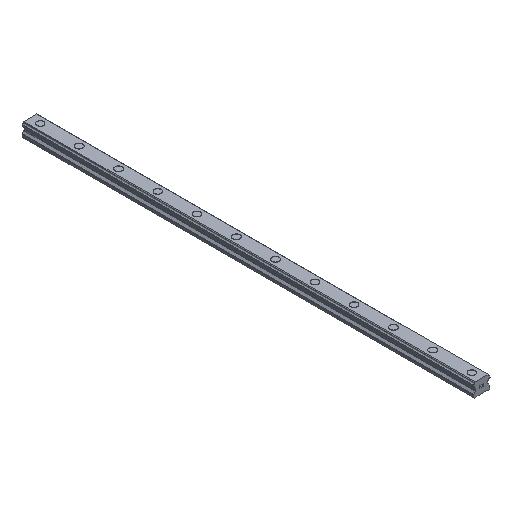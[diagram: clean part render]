
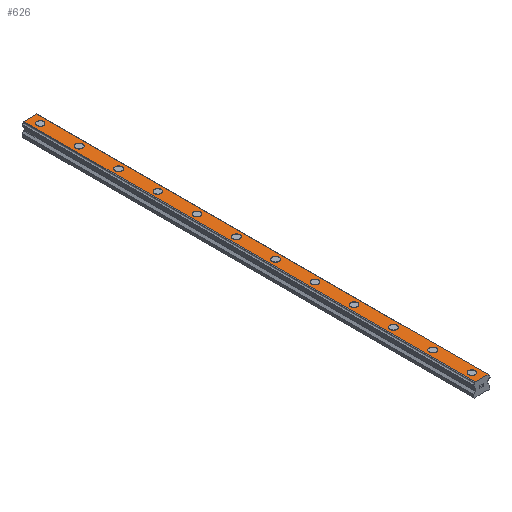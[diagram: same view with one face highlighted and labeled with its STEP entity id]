
A CAD part, isometric view. The second image highlights one B-rep face of the part: STEP entity #626.
In plain terms, the highlighted planar face has unit normal (0, 0, 1).
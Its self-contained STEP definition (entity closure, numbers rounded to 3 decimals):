
#626=ADVANCED_FACE('',(#1283,#1284,#1285,#1286,#1287,#1288,#1289,#1290,#1291,#1292,#1293,#1294,#1295),#1296,.T.);
#1283=FACE_BOUND('',#1976,.T.);
#1284=FACE_BOUND('',#1977,.T.);
#1285=FACE_BOUND('',#1978,.T.);
#1286=FACE_BOUND('',#1979,.T.);
#1287=FACE_BOUND('',#1980,.T.);
#1288=FACE_BOUND('',#1981,.T.);
#1289=FACE_BOUND('',#1982,.T.);
#1290=FACE_BOUND('',#1983,.T.);
#1291=FACE_BOUND('',#1984,.T.);
#1292=FACE_BOUND('',#1985,.T.);
#1293=FACE_BOUND('',#1986,.T.);
#1294=FACE_BOUND('',#1987,.T.);
#1295=FACE_OUTER_BOUND('',#1988,.T.);
#1296=PLANE('',#1989);
#1976=EDGE_LOOP('',(#3742,#3743));
#1977=EDGE_LOOP('',(#3744,#3745));
#1978=EDGE_LOOP('',(#3746,#3747));
#1979=EDGE_LOOP('',(#3748,#3749));
#1980=EDGE_LOOP('',(#3750,#3751));
#1981=EDGE_LOOP('',(#3752,#3753));
#1982=EDGE_LOOP('',(#3754,#3755));
#1983=EDGE_LOOP('',(#3756,#3757));
#1984=EDGE_LOOP('',(#3758,#3759));
#1985=EDGE_LOOP('',(#3760,#3761));
#1986=EDGE_LOOP('',(#3762,#3763));
#1987=EDGE_LOOP('',(#3764,#3765));
#1988=EDGE_LOOP('',(#3766,#3767,#3768,#3769));
#1989=AXIS2_PLACEMENT_3D('',#3770,#3771,#3772);
#3742=ORIENTED_EDGE('',*,*,#4083,.T.);
#3743=ORIENTED_EDGE('',*,*,#4545,.T.);
#3744=ORIENTED_EDGE('',*,*,#4073,.T.);
#3745=ORIENTED_EDGE('',*,*,#4551,.T.);
#3746=ORIENTED_EDGE('',*,*,#4063,.T.);
#3747=ORIENTED_EDGE('',*,*,#4557,.T.);
#3748=ORIENTED_EDGE('',*,*,#4053,.T.);
#3749=ORIENTED_EDGE('',*,*,#4563,.T.);
#3750=ORIENTED_EDGE('',*,*,#4043,.T.);
#3751=ORIENTED_EDGE('',*,*,#4569,.T.);
#3752=ORIENTED_EDGE('',*,*,#4033,.T.);
#3753=ORIENTED_EDGE('',*,*,#4575,.T.);
#3754=ORIENTED_EDGE('',*,*,#4023,.T.);
#3755=ORIENTED_EDGE('',*,*,#4581,.T.);
#3756=ORIENTED_EDGE('',*,*,#4013,.T.);
#3757=ORIENTED_EDGE('',*,*,#4587,.T.);
#3758=ORIENTED_EDGE('',*,*,#4003,.T.);
#3759=ORIENTED_EDGE('',*,*,#4593,.T.);
#3760=ORIENTED_EDGE('',*,*,#3993,.T.);
#3761=ORIENTED_EDGE('',*,*,#4599,.T.);
#3762=ORIENTED_EDGE('',*,*,#3983,.T.);
#3763=ORIENTED_EDGE('',*,*,#4605,.T.);
#3764=ORIENTED_EDGE('',*,*,#3973,.T.);
#3765=ORIENTED_EDGE('',*,*,#4611,.T.);
#3766=ORIENTED_EDGE('',*,*,#4524,.T.);
#3767=ORIENTED_EDGE('',*,*,#4658,.F.);
#3768=ORIENTED_EDGE('',*,*,#4394,.T.);
#3769=ORIENTED_EDGE('',*,*,#4656,.T.);
#3770=CARTESIAN_POINT('',(0.0,920.0,27.5));
#3771=DIRECTION('',(0.0,0.0,1.0));
#3772=DIRECTION('',(-1.0,0.0,0.0));
#3973=EDGE_CURVE('',#4714,#4711,#4715,.T.);
#3983=EDGE_CURVE('',#4732,#4729,#4733,.T.);
#3993=EDGE_CURVE('',#4750,#4747,#4751,.T.);
#4003=EDGE_CURVE('',#4768,#4765,#4769,.T.);
#4013=EDGE_CURVE('',#4786,#4783,#4787,.T.);
#4023=EDGE_CURVE('',#4804,#4801,#4805,.T.);
#4033=EDGE_CURVE('',#4822,#4819,#4823,.T.);
#4043=EDGE_CURVE('',#4840,#4837,#4841,.T.);
#4053=EDGE_CURVE('',#4858,#4855,#4859,.T.);
#4063=EDGE_CURVE('',#4876,#4873,#4877,.T.);
#4073=EDGE_CURVE('',#4894,#4891,#4895,.T.);
#4083=EDGE_CURVE('',#4912,#4909,#4913,.T.);
#4394=EDGE_CURVE('',#5371,#5369,#5372,.T.);
#4524=EDGE_CURVE('',#5586,#5584,#5587,.T.);
#4545=EDGE_CURVE('',#4909,#4912,#5626,.T.);
#4551=EDGE_CURVE('',#4891,#4894,#5632,.T.);
#4557=EDGE_CURVE('',#4873,#4876,#5638,.T.);
#4563=EDGE_CURVE('',#4855,#4858,#5644,.T.);
#4569=EDGE_CURVE('',#4837,#4840,#5650,.T.);
#4575=EDGE_CURVE('',#4819,#4822,#5656,.T.);
#4581=EDGE_CURVE('',#4801,#4804,#5662,.T.);
#4587=EDGE_CURVE('',#4783,#4786,#5668,.T.);
#4593=EDGE_CURVE('',#4765,#4768,#5674,.T.);
#4599=EDGE_CURVE('',#4747,#4750,#5680,.T.);
#4605=EDGE_CURVE('',#4729,#4732,#5686,.T.);
#4611=EDGE_CURVE('',#4711,#4714,#5692,.T.);
#4656=EDGE_CURVE('',#5369,#5586,#5737,.T.);
#4658=EDGE_CURVE('',#5371,#5584,#5739,.T.);
#4711=VERTEX_POINT('',#5794);
#4714=VERTEX_POINT('',#5798);
#4715=CIRCLE('',#5799,7.0);
#4729=VERTEX_POINT('',#5816);
#4732=VERTEX_POINT('',#5820);
#4733=CIRCLE('',#5821,7.0);
#4747=VERTEX_POINT('',#5838);
#4750=VERTEX_POINT('',#5842);
#4751=CIRCLE('',#5843,7.0);
#4765=VERTEX_POINT('',#5860);
#4768=VERTEX_POINT('',#5864);
#4769=CIRCLE('',#5865,7.0);
#4783=VERTEX_POINT('',#5882);
#4786=VERTEX_POINT('',#5886);
#4787=CIRCLE('',#5887,7.0);
#4801=VERTEX_POINT('',#5904);
#4804=VERTEX_POINT('',#5908);
#4805=CIRCLE('',#5909,7.0);
#4819=VERTEX_POINT('',#5926);
#4822=VERTEX_POINT('',#5930);
#4823=CIRCLE('',#5931,7.0);
#4837=VERTEX_POINT('',#5948);
#4840=VERTEX_POINT('',#5952);
#4841=CIRCLE('',#5953,7.0);
#4855=VERTEX_POINT('',#5970);
#4858=VERTEX_POINT('',#5974);
#4859=CIRCLE('',#5975,7.0);
#4873=VERTEX_POINT('',#5992);
#4876=VERTEX_POINT('',#5996);
#4877=CIRCLE('',#5997,7.0);
#4891=VERTEX_POINT('',#6014);
#4894=VERTEX_POINT('',#6018);
#4895=CIRCLE('',#6019,7.0);
#4909=VERTEX_POINT('',#6036);
#4912=VERTEX_POINT('',#6040);
#4913=CIRCLE('',#6041,7.0);
#5369=VERTEX_POINT('',#6647);
#5371=VERTEX_POINT('',#6650);
#5372=LINE('',#6651,#6652);
#5584=VERTEX_POINT('',#6950);
#5586=VERTEX_POINT('',#6953);
#5587=LINE('',#6954,#6955);
#5626=CIRCLE('',#7004,7.0);
#5632=CIRCLE('',#7010,7.0);
#5638=CIRCLE('',#7016,7.0);
#5644=CIRCLE('',#7022,7.0);
#5650=CIRCLE('',#7028,7.0);
#5656=CIRCLE('',#7034,7.0);
#5662=CIRCLE('',#7040,7.0);
#5668=CIRCLE('',#7046,7.0);
#5674=CIRCLE('',#7052,7.0);
#5680=CIRCLE('',#7058,7.0);
#5686=CIRCLE('',#7064,7.0);
#5692=CIRCLE('',#7070,7.0);
#5737=LINE('',#7135,#7136);
#5739=LINE('',#7138,#7139);
#5794=CARTESIAN_POINT('',(7.0,20.0,27.5));
#5798=CARTESIAN_POINT('',(-7.0,20.0,27.5));
#5799=AXIS2_PLACEMENT_3D('',#7211,#7212,#7213);
#5816=CARTESIAN_POINT('',(7.0,100.0,27.5));
#5820=CARTESIAN_POINT('',(-7.0,100.0,27.5));
#5821=AXIS2_PLACEMENT_3D('',#7227,#7228,#7229);
#5838=CARTESIAN_POINT('',(7.0,180.0,27.5));
#5842=CARTESIAN_POINT('',(-7.0,180.0,27.5));
#5843=AXIS2_PLACEMENT_3D('',#7243,#7244,#7245);
#5860=CARTESIAN_POINT('',(7.0,260.0,27.5));
#5864=CARTESIAN_POINT('',(-7.0,260.0,27.5));
#5865=AXIS2_PLACEMENT_3D('',#7259,#7260,#7261);
#5882=CARTESIAN_POINT('',(7.0,340.0,27.5));
#5886=CARTESIAN_POINT('',(-7.0,340.0,27.5));
#5887=AXIS2_PLACEMENT_3D('',#7275,#7276,#7277);
#5904=CARTESIAN_POINT('',(7.0,420.0,27.5));
#5908=CARTESIAN_POINT('',(-7.0,420.0,27.5));
#5909=AXIS2_PLACEMENT_3D('',#7291,#7292,#7293);
#5926=CARTESIAN_POINT('',(7.0,500.0,27.5));
#5930=CARTESIAN_POINT('',(-7.0,500.0,27.5));
#5931=AXIS2_PLACEMENT_3D('',#7307,#7308,#7309);
#5948=CARTESIAN_POINT('',(7.0,580.0,27.5));
#5952=CARTESIAN_POINT('',(-7.0,580.0,27.5));
#5953=AXIS2_PLACEMENT_3D('',#7323,#7324,#7325);
#5970=CARTESIAN_POINT('',(7.0,660.0,27.5));
#5974=CARTESIAN_POINT('',(-7.0,660.0,27.5));
#5975=AXIS2_PLACEMENT_3D('',#7339,#7340,#7341);
#5992=CARTESIAN_POINT('',(7.0,740.0,27.5));
#5996=CARTESIAN_POINT('',(-7.0,740.0,27.5));
#5997=AXIS2_PLACEMENT_3D('',#7355,#7356,#7357);
#6014=CARTESIAN_POINT('',(7.0,820.0,27.5));
#6018=CARTESIAN_POINT('',(-7.0,820.0,27.5));
#6019=AXIS2_PLACEMENT_3D('',#7371,#7372,#7373);
#6036=CARTESIAN_POINT('',(7.0,900.0,27.5));
#6040=CARTESIAN_POINT('',(-7.0,900.0,27.5));
#6041=AXIS2_PLACEMENT_3D('',#7387,#7388,#7389);
#6647=CARTESIAN_POINT('',(-13.042,920.0,27.5));
#6650=CARTESIAN_POINT('',(13.042,920.0,27.5));
#6651=CARTESIAN_POINT('',(13.042,920.0,27.5));
#6652=VECTOR('',#7751,1.0);
#6950=CARTESIAN_POINT('',(13.042,0.0,27.5));
#6953=CARTESIAN_POINT('',(-13.042,0.0,27.5));
#6954=CARTESIAN_POINT('',(13.042,0.0,27.5));
#6955=VECTOR('',#7893,1.0);
#7004=AXIS2_PLACEMENT_3D('',#7931,#7932,#7933);
#7010=AXIS2_PLACEMENT_3D('',#7940,#7941,#7942);
#7016=AXIS2_PLACEMENT_3D('',#7949,#7950,#7951);
#7022=AXIS2_PLACEMENT_3D('',#7958,#7959,#7960);
#7028=AXIS2_PLACEMENT_3D('',#7967,#7968,#7969);
#7034=AXIS2_PLACEMENT_3D('',#7976,#7977,#7978);
#7040=AXIS2_PLACEMENT_3D('',#7985,#7986,#7987);
#7046=AXIS2_PLACEMENT_3D('',#7994,#7995,#7996);
#7052=AXIS2_PLACEMENT_3D('',#8003,#8004,#8005);
#7058=AXIS2_PLACEMENT_3D('',#8012,#8013,#8014);
#7064=AXIS2_PLACEMENT_3D('',#8021,#8022,#8023);
#7070=AXIS2_PLACEMENT_3D('',#8030,#8031,#8032);
#7135=CARTESIAN_POINT('',(-13.042,920.0,27.5));
#7136=VECTOR('',#8059,1.0);
#7138=CARTESIAN_POINT('',(13.042,920.0,27.5));
#7139=VECTOR('',#8060,1.0);
#7211=CARTESIAN_POINT('',(0.0,20.0,27.5));
#7212=DIRECTION('',(0.0,0.0,-1.0));
#7213=DIRECTION('',(1.0,0.0,0.0));
#7227=CARTESIAN_POINT('',(0.0,100.0,27.5));
#7228=DIRECTION('',(0.0,0.0,-1.0));
#7229=DIRECTION('',(1.0,0.0,0.0));
#7243=CARTESIAN_POINT('',(0.0,180.0,27.5));
#7244=DIRECTION('',(0.0,0.0,-1.0));
#7245=DIRECTION('',(1.0,0.0,0.0));
#7259=CARTESIAN_POINT('',(0.0,260.0,27.5));
#7260=DIRECTION('',(0.0,0.0,-1.0));
#7261=DIRECTION('',(1.0,0.0,0.0));
#7275=CARTESIAN_POINT('',(0.0,340.0,27.5));
#7276=DIRECTION('',(0.0,0.0,-1.0));
#7277=DIRECTION('',(1.0,0.0,0.0));
#7291=CARTESIAN_POINT('',(0.0,420.0,27.5));
#7292=DIRECTION('',(0.0,0.0,-1.0));
#7293=DIRECTION('',(1.0,0.0,0.0));
#7307=CARTESIAN_POINT('',(0.0,500.0,27.5));
#7308=DIRECTION('',(0.0,0.0,-1.0));
#7309=DIRECTION('',(1.0,0.0,0.0));
#7323=CARTESIAN_POINT('',(0.0,580.0,27.5));
#7324=DIRECTION('',(0.0,0.0,-1.0));
#7325=DIRECTION('',(1.0,0.0,0.0));
#7339=CARTESIAN_POINT('',(0.0,660.0,27.5));
#7340=DIRECTION('',(0.0,0.0,-1.0));
#7341=DIRECTION('',(1.0,0.0,0.0));
#7355=CARTESIAN_POINT('',(0.0,740.0,27.5));
#7356=DIRECTION('',(0.0,0.0,-1.0));
#7357=DIRECTION('',(1.0,0.0,0.0));
#7371=CARTESIAN_POINT('',(0.0,820.0,27.5));
#7372=DIRECTION('',(0.0,0.0,-1.0));
#7373=DIRECTION('',(1.0,0.0,0.0));
#7387=CARTESIAN_POINT('',(0.0,900.0,27.5));
#7388=DIRECTION('',(0.0,0.0,-1.0));
#7389=DIRECTION('',(1.0,0.0,0.0));
#7751=DIRECTION('',(-1.0,0.0,0.0));
#7893=DIRECTION('',(1.0,0.0,0.0));
#7931=CARTESIAN_POINT('',(0.0,900.0,27.5));
#7932=DIRECTION('',(0.0,0.0,-1.0));
#7933=DIRECTION('',(1.0,0.0,0.0));
#7940=CARTESIAN_POINT('',(0.0,820.0,27.5));
#7941=DIRECTION('',(0.0,0.0,-1.0));
#7942=DIRECTION('',(1.0,0.0,0.0));
#7949=CARTESIAN_POINT('',(0.0,740.0,27.5));
#7950=DIRECTION('',(0.0,0.0,-1.0));
#7951=DIRECTION('',(1.0,0.0,0.0));
#7958=CARTESIAN_POINT('',(0.0,660.0,27.5));
#7959=DIRECTION('',(0.0,0.0,-1.0));
#7960=DIRECTION('',(1.0,0.0,0.0));
#7967=CARTESIAN_POINT('',(0.0,580.0,27.5));
#7968=DIRECTION('',(0.0,0.0,-1.0));
#7969=DIRECTION('',(1.0,0.0,0.0));
#7976=CARTESIAN_POINT('',(0.0,500.0,27.5));
#7977=DIRECTION('',(0.0,0.0,-1.0));
#7978=DIRECTION('',(1.0,0.0,0.0));
#7985=CARTESIAN_POINT('',(0.0,420.0,27.5));
#7986=DIRECTION('',(0.0,0.0,-1.0));
#7987=DIRECTION('',(1.0,0.0,0.0));
#7994=CARTESIAN_POINT('',(0.0,340.0,27.5));
#7995=DIRECTION('',(0.0,0.0,-1.0));
#7996=DIRECTION('',(1.0,0.0,0.0));
#8003=CARTESIAN_POINT('',(0.0,260.0,27.5));
#8004=DIRECTION('',(0.0,0.0,-1.0));
#8005=DIRECTION('',(1.0,0.0,0.0));
#8012=CARTESIAN_POINT('',(0.0,180.0,27.5));
#8013=DIRECTION('',(0.0,0.0,-1.0));
#8014=DIRECTION('',(1.0,0.0,0.0));
#8021=CARTESIAN_POINT('',(0.0,100.0,27.5));
#8022=DIRECTION('',(0.0,0.0,-1.0));
#8023=DIRECTION('',(1.0,0.0,0.0));
#8030=CARTESIAN_POINT('',(0.0,20.0,27.5));
#8031=DIRECTION('',(0.0,0.0,-1.0));
#8032=DIRECTION('',(1.0,0.0,0.0));
#8059=DIRECTION('',(0.0,-1.0,0.0));
#8060=DIRECTION('',(0.0,-1.0,0.0));
